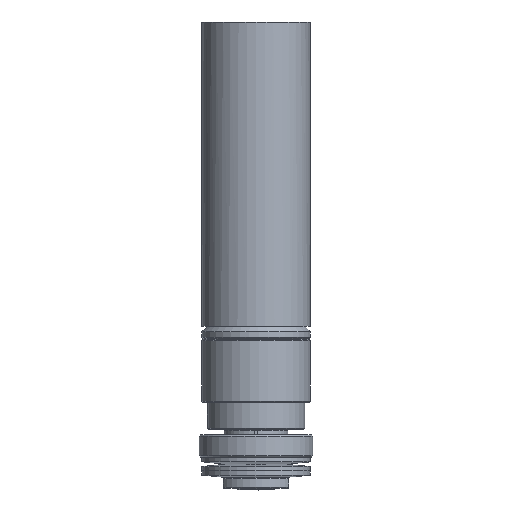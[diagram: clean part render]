
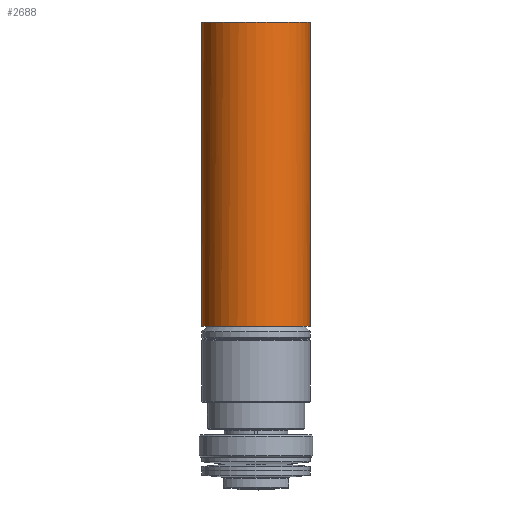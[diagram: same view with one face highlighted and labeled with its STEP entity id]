
A CAD part, front view. The second image highlights one B-rep face of the part: STEP entity #2688.
In plain terms, the highlighted cylindrical face has radius 5 mm (diameter 10 mm), a full revolution.
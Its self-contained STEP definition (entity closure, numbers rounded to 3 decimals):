
#83=CYLINDRICAL_SURFACE('',#2926,5.);
#165=CIRCLE('',#2920,5.);
#166=CIRCLE('',#2921,5.);
#167=CIRCLE('',#2923,5.);
#168=CIRCLE('',#2924,5.);
#170=CIRCLE('',#2927,5.);
#274=FACE_OUTER_BOUND('',#427,.T.);
#427=EDGE_LOOP('',(#1878,#1879,#1880,#1881,#1882,#1883,#1884,#1885,#1886));
#561=LINE('',#4148,#802);
#562=LINE('',#4150,#803);
#563=LINE('',#4153,#804);
#802=VECTOR('',#3358,5.);
#803=VECTOR('',#3359,1.9);
#804=VECTOR('',#3362,1.9);
#1087=VERTEX_POINT('',#4134);
#1088=VERTEX_POINT('',#4135);
#1089=VERTEX_POINT('',#4137);
#1090=VERTEX_POINT('',#4141);
#1091=VERTEX_POINT('',#4142);
#1093=VERTEX_POINT('',#4149);
#1094=VERTEX_POINT('',#4151);
#1380=EDGE_CURVE('',#1089,#1088,#165,.T.);
#1381=EDGE_CURVE('',#1087,#1089,#166,.T.);
#1382=EDGE_CURVE('',#1090,#1091,#167,.T.);
#1383=EDGE_CURVE('',#1091,#1090,#168,.T.);
#1385=EDGE_CURVE('',#1091,#1089,#561,.T.);
#1386=EDGE_CURVE('',#1088,#1093,#562,.T.);
#1387=EDGE_CURVE('',#1093,#1094,#170,.T.);
#1388=EDGE_CURVE('',#1094,#1087,#563,.T.);
#1878=ORIENTED_EDGE('',*,*,#1382,.F.);
#1879=ORIENTED_EDGE('',*,*,#1383,.F.);
#1880=ORIENTED_EDGE('',*,*,#1385,.T.);
#1881=ORIENTED_EDGE('',*,*,#1380,.T.);
#1882=ORIENTED_EDGE('',*,*,#1386,.T.);
#1883=ORIENTED_EDGE('',*,*,#1387,.T.);
#1884=ORIENTED_EDGE('',*,*,#1388,.T.);
#1885=ORIENTED_EDGE('',*,*,#1381,.T.);
#1886=ORIENTED_EDGE('',*,*,#1385,.F.);
#2688=ADVANCED_FACE('',(#274),#83,.T.);
#2920=AXIS2_PLACEMENT_3D('',#4138,#3344,#3345);
#2921=AXIS2_PLACEMENT_3D('',#4139,#3346,#3347);
#2923=AXIS2_PLACEMENT_3D('',#4143,#3350,#3351);
#2924=AXIS2_PLACEMENT_3D('',#4144,#3352,#3353);
#2926=AXIS2_PLACEMENT_3D('',#4147,#3356,#3357);
#2927=AXIS2_PLACEMENT_3D('',#4152,#3360,#3361);
#3344=DIRECTION('center_axis',(0.,0.,
-1.));
#3345=DIRECTION('ref_axis',(0.,1.,0.));
#3346=DIRECTION('center_axis',(0.,0.,
-1.));
#3347=DIRECTION('ref_axis',(0.,1.,0.));
#3350=DIRECTION('center_axis',(0.,0.,
-1.));
#3351=DIRECTION('ref_axis',(0.,1.,0.));
#3352=DIRECTION('center_axis',(0.,0.,
-1.));
#3353=DIRECTION('ref_axis',(0.,1.,0.));
#3356=DIRECTION('center_axis',(0.,0.,
-1.));
#3357=DIRECTION('ref_axis',(0.,1.,0.));
#3358=DIRECTION('',(0.,0.,1.));
#3359=DIRECTION('',(0.,0.,-1.));
#3360=DIRECTION('center_axis',(0.,0.,
-1.));
#3361=DIRECTION('ref_axis',(0.,1.,0.));
#3362=DIRECTION('',(0.,0.,1.));
#4134=CARTESIAN_POINT('',(2.465,4.35,37.6));
#4135=CARTESIAN_POINT('',(-2.465,4.35,37.6));
#4137=CARTESIAN_POINT('',(0.,-5.,37.6));
#4138=CARTESIAN_POINT('Origin',(0.,0.,
37.6));
#4139=CARTESIAN_POINT('Origin',(0.,0.,
37.6));
#4141=CARTESIAN_POINT('',(0.,5.,9.5));
#4142=CARTESIAN_POINT('',(0.,-5.,9.5));
#4143=CARTESIAN_POINT('Origin',(0.,0.,
9.5));
#4144=CARTESIAN_POINT('Origin',(0.,0.,
9.5));
#4147=CARTESIAN_POINT('Origin',(0.,0.,
23.55));
#4148=CARTESIAN_POINT('',(0.,-5.,23.55));
#4149=CARTESIAN_POINT('',(-2.465,4.35,35.7));
#4150=CARTESIAN_POINT('',(-2.465,4.35,37.6));
#4151=CARTESIAN_POINT('',(2.465,4.35,35.7));
#4152=CARTESIAN_POINT('Origin',(0.,0.,
35.7));
#4153=CARTESIAN_POINT('',(2.465,4.35,35.7));
